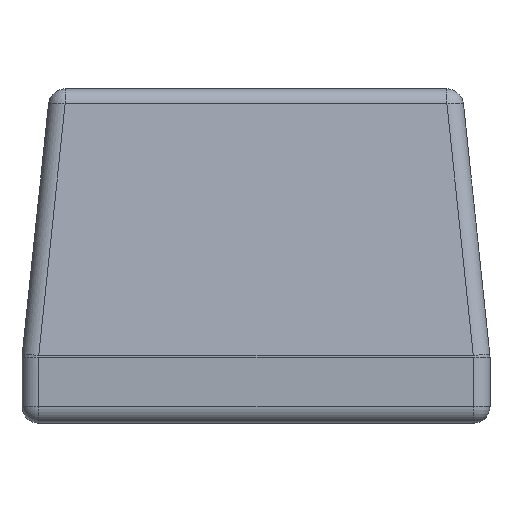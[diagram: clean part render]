
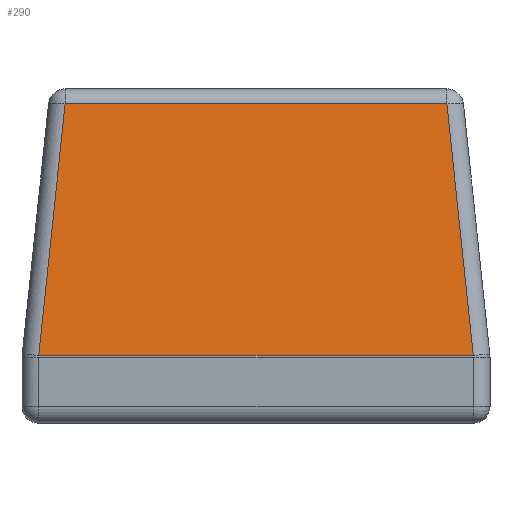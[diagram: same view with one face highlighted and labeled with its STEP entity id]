
A CAD part, left-side view. The second image highlights one B-rep face of the part: STEP entity #290.
In plain terms, the highlighted planar face has unit normal (-0.995, 0, 0.104).
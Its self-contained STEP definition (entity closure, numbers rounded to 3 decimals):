
#129 = VERTEX_POINT('',#130);
#130 = CARTESIAN_POINT('',(0.079,1.271,
    0.955));
#137 = EDGE_CURVE('',#138,#129,#140,.T.);
#138 = VERTEX_POINT('',#139);
#139 = CARTESIAN_POINT('',(0.079,0.129,
    0.955));
#140 = LINE('',#141,#142);
#141 = CARTESIAN_POINT('',(0.079,0.084,
    0.955));
#142 = VECTOR('',#143,1.);
#143 = DIRECTION('',(0.,1.,0.));
#290 = ADVANCED_FACE('',(#291),#316,.T.);
#291 = FACE_BOUND('',#292,.T.);
#292 = EDGE_LOOP('',(#293,#294,#302,#310));
#293 = ORIENTED_EDGE('',*,*,#137,.T.);
#294 = ORIENTED_EDGE('',*,*,#295,.F.);
#295 = EDGE_CURVE('',#296,#129,#298,.T.);
#296 = VERTEX_POINT('',#297);
#297 = CARTESIAN_POINT('',(0.,1.35,0.203));
#298 = LINE('',#299,#300);
#299 = CARTESIAN_POINT('',(-0.001,1.351,
    0.195));
#300 = VECTOR('',#301,1.);
#301 = DIRECTION('',(0.104,-0.104,0.989));
#302 = ORIENTED_EDGE('',*,*,#303,.F.);
#303 = EDGE_CURVE('',#304,#296,#306,.T.);
#304 = VERTEX_POINT('',#305);
#305 = CARTESIAN_POINT('',(0.,0.05,0.203));
#306 = LINE('',#307,#308);
#307 = CARTESIAN_POINT('',(0.,0.,0.203));
#308 = VECTOR('',#309,1.);
#309 = DIRECTION('',(0.,1.,0.));
#310 = ORIENTED_EDGE('',*,*,#311,.T.);
#311 = EDGE_CURVE('',#304,#138,#312,.T.);
#312 = LINE('',#313,#314);
#313 = CARTESIAN_POINT('',(-0.001,0.049,
    0.195));
#314 = VECTOR('',#315,1.);
#315 = DIRECTION('',(0.104,0.104,0.989));
#316 = PLANE('',#317);
#317 = AXIS2_PLACEMENT_3D('',#318,#319,#320);
#318 = CARTESIAN_POINT('',(0.,0.,0.2));
#319 = DIRECTION('',(-0.995,0.,0.105));
#320 = DIRECTION('',(0.,1.,0.));
